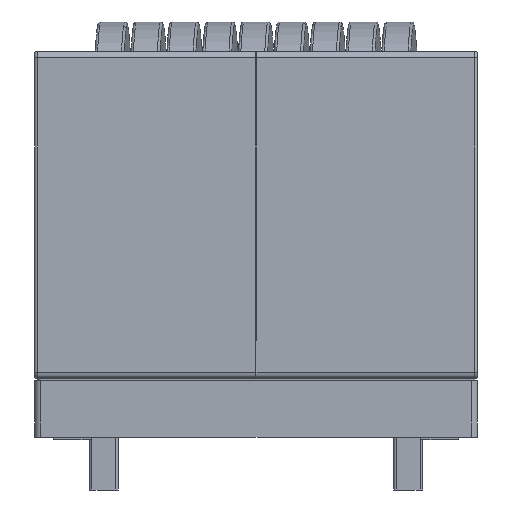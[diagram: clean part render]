
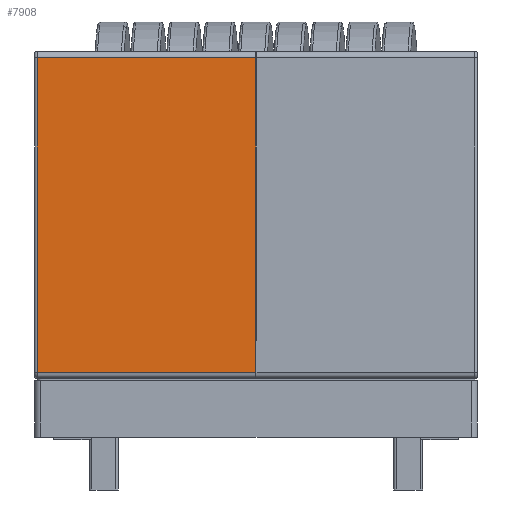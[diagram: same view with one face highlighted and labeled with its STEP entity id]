
A CAD part, left-side view. The second image highlights one B-rep face of the part: STEP entity #7908.
In plain terms, the highlighted face is planar.
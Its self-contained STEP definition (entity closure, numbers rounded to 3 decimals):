
#1886=ORIENTED_EDGE('',*,*,#3888,.T.);
#1887=ORIENTED_EDGE('',*,*,#3889,.T.);
#1888=ORIENTED_EDGE('',*,*,#3890,.T.);
#1889=ORIENTED_EDGE('',*,*,#3876,.F.);
#3876=EDGE_CURVE('',#4913,#4914,#5650,.T.);
#3888=EDGE_CURVE('',#4913,#4922,#5652,.F.);
#3889=EDGE_CURVE('',#4922,#4923,#5653,.T.);
#3890=EDGE_CURVE('',#4923,#4914,#5654,.T.);
#4913=VERTEX_POINT('',#21972);
#4914=VERTEX_POINT('',#21974);
#4922=VERTEX_POINT('',#21996);
#4923=VERTEX_POINT('',#21998);
#5650=LINE('',#21973,#6170);
#5652=LINE('',#21995,#6172);
#5653=LINE('',#21997,#6173);
#5654=LINE('',#21999,#6174);
#6170=VECTOR('',#11654,1000.);
#6172=VECTOR('',#11680,1000.);
#6173=VECTOR('',#11681,1000.);
#6174=VECTOR('',#11682,1000.);
#6634=EDGE_LOOP('',(#1886,#1887,#1888,#1889));
#7152=FACE_BOUND('',#6634,.T.);
#7606=PLANE('',#10751);
#7908=ADVANCED_FACE('',(#7152),#7606,.T.);
#10751=AXIS2_PLACEMENT_3D('',#21994,#11678,#11679);
#11654=DIRECTION('',(0.,-1.,0.));
#11678=DIRECTION('',(1.,0.,0.));
#11679=DIRECTION('',(0.,1.,0.));
#11680=DIRECTION('',(0.,0.,-1.));
#11681=DIRECTION('',(0.,-1.,0.));
#11682=DIRECTION('',(0.,0.,-1.));
#21972=CARTESIAN_POINT('',(18.,12.5,-8.8));
#21973=CARTESIAN_POINT('',(18.,13.,-8.8));
#21974=CARTESIAN_POINT('',(18.,-12.5,-8.8));
#21994=CARTESIAN_POINT('',(18.,13.,8.8));
#21995=CARTESIAN_POINT('',(18.,12.5,8.8));
#21996=CARTESIAN_POINT('',(18.,12.5,8.6));
#21997=CARTESIAN_POINT('',(18.,-12.5,8.6));
#21998=CARTESIAN_POINT('',(18.,-12.5,8.6));
#21999=CARTESIAN_POINT('',(18.,-12.5,8.8));
